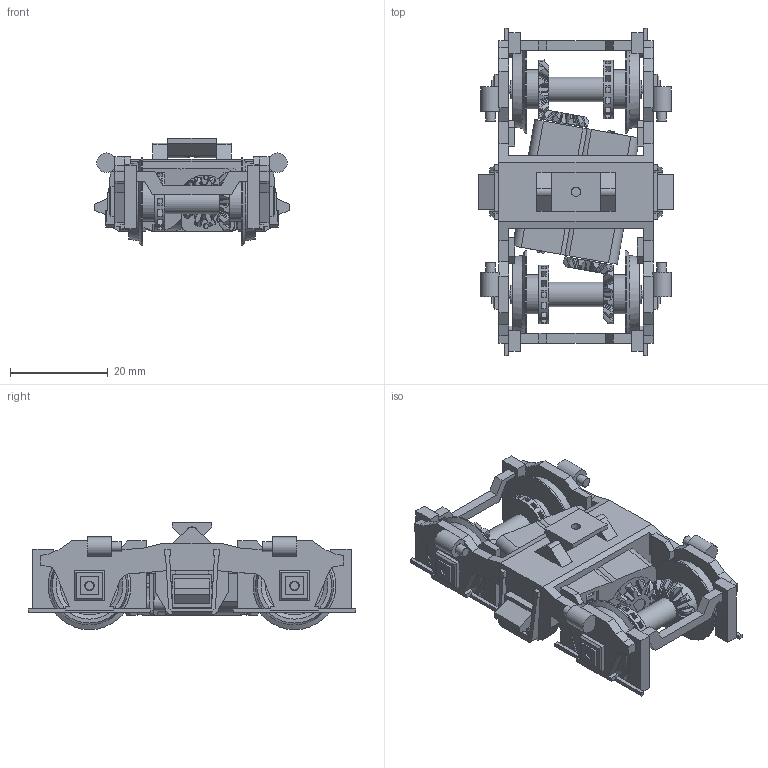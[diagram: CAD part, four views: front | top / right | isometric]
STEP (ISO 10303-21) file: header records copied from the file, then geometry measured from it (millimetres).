
FILE_DESCRIPTION(/* description */ ('','CAx-IF Rec.Pracs.---Representation and Presentation of Product Manufacturing Information (PMI)---4.0---2014-10-13'),/* implementation_level */ '2;1');
FILE_NAME(/* name */ 'Bogie EMD Locomotive N20.step',/* time_stamp */ '2024-11-30T23:21:15+05:30',/* author */ (''),/* organization */ (''),/* preprocessor_version */ 'ST-DEVELOPER v20',/* originating_system */ 'Autodesk Translation Framework v13.20.0.188',/* authorisation */ '');
FILE_SCHEMA (('AP242_MANAGED_MODEL_BASED_3D_ENGINEERING_MIM_LF { 1 0 10303 442 1 1 4 }'));
Length unit declared in the file: millimetre
Products named in the file (40): Bogie EMD Locomotive N20; Bogie; wheels; Wheel; Wheel (1); Filament; Wheel (2); Wheel (3); Filament(Mirror); Axle; frame; Frame Drive; Swivel Joint; Gears; Bevel Gear v1; Gear 12 T; Gear 10 T; N20 Motor; N20 gear motor v3; motor; plate 1; bush 1; plate 2; bush2; plate 3; shaft; pin 1; pin 2; pin 3; N20 gear motor v3 (1); motor (1); plate 1 (1); bush 1 (1); plate 2 (1); bush2 (1); plate 3 (1); shaft (1); pin 1 (1); pin 2 (1); pin 3 (1)
Assembly tree (45 placements, depth 5):
  Bogie EMD Locomotive N20
    Bogie
      wheels
        Wheel
        Wheel (1)
        Axle  x2
        Filament
        Wheel (2)
        Wheel (3)
        Filament(Mirror)
      frame
        Frame Drive
        Swivel Joint
      Gears
        Bevel Gear v1
          Gear 10 T  x2
          Gear 12 T
    N20 Motor
      N20 gear motor v3
        motor
        plate 1
        bush 1  x2
        plate 2
        bush2  x2
        plate 3
        shaft
        pin 1
        pin 2
        pin 3
      N20 gear motor v3 (1)
        motor (1)
        plate 1 (1)
        bush 1 (1)  x2
        plate 2 (1)
        bush2 (1)  x2
        plate 3 (1)
        shaft (1)
        pin 1 (1)
        pin 2 (1)
        pin 3 (1)
Bounding box: 39.8 x 67 x 22 mm (x, y, z)
Volume: 14850 mm3; surface area: 18084.1 mm2
Topology: 36 solids, 36 shells, 1512 faces, 4037 edges, 2655 vertices
Faces by surface type: plane 856, bspline 324, cylinder 208, cone 108, torus 16
Full cylindrical faces by diameter (mm): 0.75 x18, 1 x6, 1.2 x4, 1.5 x12, 1.75 x2, 1.9 x5, 2 x18, 2.2 x6, 3 x12, 3.8 x4, 4 x6, 5 x4, 8 x4, 8.2 x4, 12 x2, 18 x4
Entity records: 39194 total; most frequent: CARTESIAN_POINT 9333, ORIENTED_EDGE 6134, DIRECTION 5656, EDGE_CURVE 3067, LINE 2102, VECTOR 2102, VERTEX_POINT 2009, AXIS2_PLACEMENT_3D 1777
